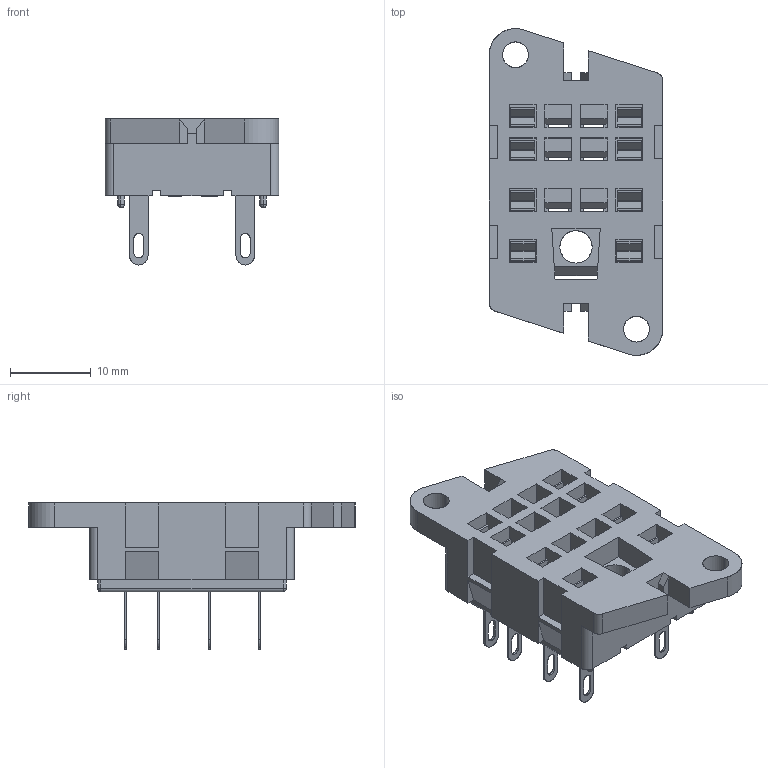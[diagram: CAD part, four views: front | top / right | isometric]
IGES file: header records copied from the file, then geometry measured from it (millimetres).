
Start section: SolidWorks IGES file using analytic representation for surfaces
Global section: file name: G4_2.IGS; native system: SolidWorks 2012; preprocessor: SolidWorks 2012; author: pikusl; date: 141003.121152; units: millimetre
Bounding box: 21.5 x 40.5 x 18.1 mm (x, y, z)
Surface area: 5481.6 mm2 (no closed solid volume)
Topology: 0 solids, 0 shells, 827 faces, 7141 edges, 7133 vertices
Faces by surface type: bspline 729, revolution 98
